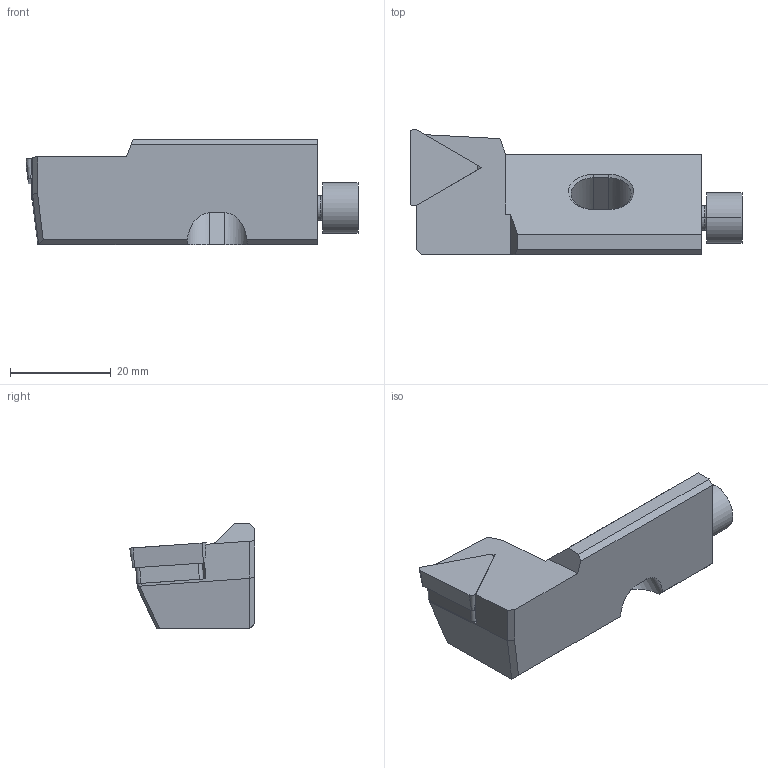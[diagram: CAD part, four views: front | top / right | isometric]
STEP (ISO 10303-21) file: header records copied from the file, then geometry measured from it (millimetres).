
FILE_DESCRIPTION (( 'STEP AP214' ), '1' );
FILE_NAME ('STFCL-16CA-16-LIGHT.STP', '2023-11-09T08:51:18', ( '' ), ( '' ), 'SwSTEP 2.0', 'SolidWorks 2018', '' );
FILE_SCHEMA (( 'AUTOMOTIVE_DESIGN' ));
Length unit declared in the file: millimetre
Products named in the file (1): STFCL-16CA-16-LIGHT
Bounding box: 66 x 25 x 21 mm (x, y, z)
Volume: 16995.6 mm3; surface area: 5925.1 mm2
Topology: 2 solids, 2 shells, 60 faces, 155 edges, 100 vertices
Faces by surface type: plane 41, cylinder 11, cone 6, torus 2
Entity records: 2524 total; most frequent: CARTESIAN_POINT 337, ORIENTED_EDGE 310, DIRECTION 308, EDGE_CURVE 155, VECTOR 110, LINE 110, VERTEX_POINT 100, AXIS2_PLACEMENT_3D 99
